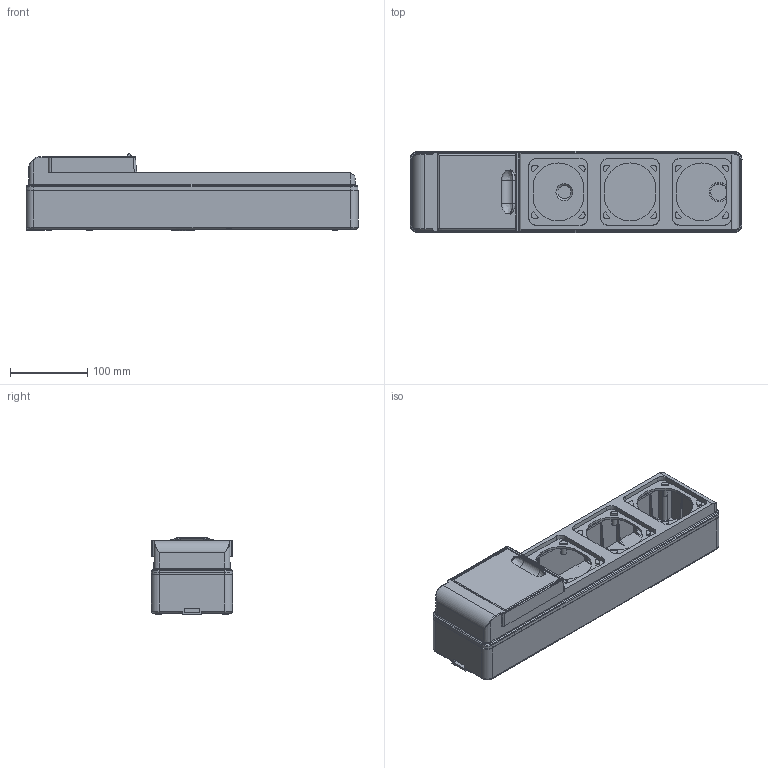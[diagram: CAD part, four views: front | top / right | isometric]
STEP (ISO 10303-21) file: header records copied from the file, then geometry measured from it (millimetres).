
FILE_DESCRIPTION((''),'2;1');
FILE_NAME('GW68001N_ASM','2021-03-22T15:24:18',('user'),('Axiro Italia'),'CREO PARAMETRIC BY PTC INC, 2020354','CREO PARAMETRIC BY PTC INC, 2020354','');
FILE_SCHEMA(('CONFIG_CONTROL_DESIGN'));
Length unit declared in the file: millimetre
Products named in the file (3): 55523971_FONDO_QDIN_5M_3PR_16A; 55523989E; GW68001N_ASM
Assembly tree (2 placements, depth 2):
  GW68001N_ASM
    55523971_FONDO_QDIN_5M_3PR_16A
    55523989E
Bounding box: 430 x 105 x 100.05 mm (x, y, z)
Volume: 729659.2 mm3; surface area: 359619.7 mm2
Topology: 2 solids, 2 shells, 687 faces, 1810 edges, 1181 vertices
Faces by surface type: plane 416, cone 157, cylinder 67, bspline 32, torus 15
Entity records: 24132 total; most frequent: CARTESIAN_POINT 7168, ORIENTED_EDGE 3620, DIRECTION 3341, EDGE_CURVE 1810, VECTOR 1195, LINE 1195, VERTEX_POINT 1181, AXIS2_PLACEMENT_3D 1073
